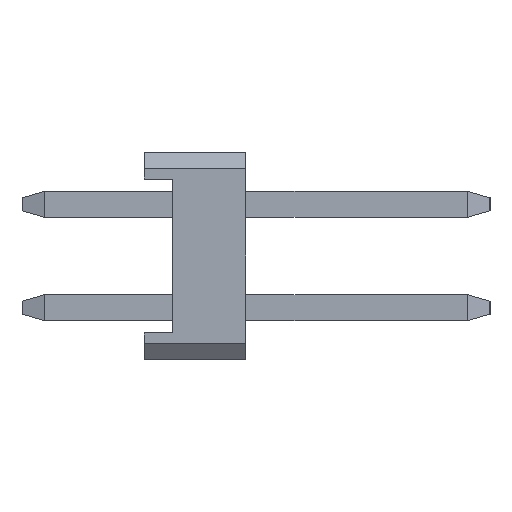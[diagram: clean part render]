
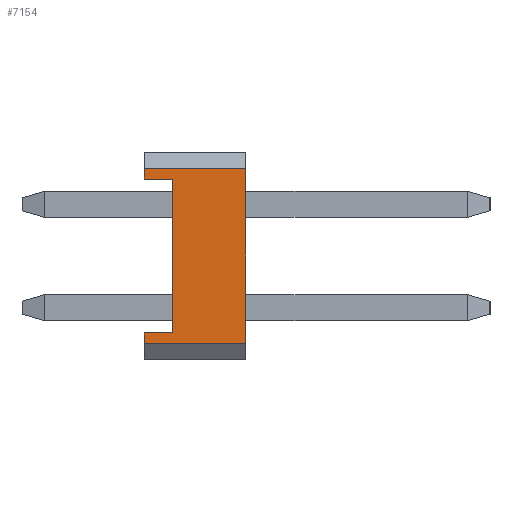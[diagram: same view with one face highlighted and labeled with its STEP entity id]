
A CAD part, left-side view. The second image highlights one B-rep face of the part: STEP entity #7154.
In plain terms, the highlighted planar face has unit normal (-1, 0, 0).
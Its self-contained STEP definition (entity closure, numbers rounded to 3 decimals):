
#5738=EDGE_CURVE('',#11768,#9608,#17036,.T.);
#6622=VERTEX_POINT('',#17999);
#7154=ADVANCED_FACE('',(#18585),#18586,.T.);
#8810=VERTEX_POINT('',#20473);
#9608=VERTEX_POINT('',#21365);
#9666=EDGE_CURVE('',#12140,#6622,#21427,.T.);
#9954=EDGE_CURVE('',#6622,#14748,#21742,.T.);
#10038=VERTEX_POINT('',#21834);
#10912=EDGE_CURVE('',#14748,#12210,#22798,.T.);
#11130=EDGE_CURVE('',#10038,#12140,#23036,.T.);
#11266=EDGE_CURVE('',#10038,#9608,#23182,.T.);
#11768=VERTEX_POINT('',#23727);
#12140=VERTEX_POINT('',#24144);
#12164=EDGE_CURVE('',#8810,#11768,#24169,.T.);
#12210=VERTEX_POINT('',#24222);
#14748=VERTEX_POINT('',#27023);
#15976=EDGE_CURVE('',#12210,#8810,#28431,.T.);
#17036=LINE('',#29620,#29621);
#17999=CARTESIAN_POINT('',(-31.75,-0.7,1.89));
#18585=FACE_OUTER_BOUND('',#31880,.T.);
#18586=PLANE('',#31881);
#20473=CARTESIAN_POINT('',(-31.75,0.,-2.147));
#21365=CARTESIAN_POINT('',(-31.75,-2.5,2.147));
#21427=LINE('',#35915,#35916);
#21742=LINE('',#36380,#36381);
#21834=CARTESIAN_POINT('',(-31.75,0.,2.147));
#22798=LINE('',#37922,#37923);
#23036=LINE('',#38268,#38269);
#23182=LINE('',#38482,#38483);
#23727=CARTESIAN_POINT('',(-31.75,-2.5,-2.147));
#24144=CARTESIAN_POINT('',(-31.75,0.,1.89));
#24169=LINE('',#39945,#39946);
#24222=CARTESIAN_POINT('',(-31.75,0.,-1.89));
#27023=CARTESIAN_POINT('',(-31.75,-0.7,-1.89));
#28431=LINE('',#46021,#46022);
#29620=CARTESIAN_POINT('',(-31.75,-2.5,2.147));
#29621=VECTOR('',#47627,1.0);
#31880=EDGE_LOOP('',(#49079,#49080,#49081,#49082,#49083,#49084,#49085,#49086));
#31881=AXIS2_PLACEMENT_3D('',#49087,#49088,#49089);
#35915=CARTESIAN_POINT('',(-31.75,0.075,1.89));
#35916=VECTOR('',#52391,1.0);
#36380=CARTESIAN_POINT('',(-31.75,-0.7,-1.073));
#36381=VECTOR('',#52688,1.0);
#37922=CARTESIAN_POINT('',(-31.75,0.075,-1.89));
#37923=VECTOR('',#53727,1.0);
#38268=CARTESIAN_POINT('',(-31.75,0.,2.147));
#38269=VECTOR('',#54021,1.0);
#38482=CARTESIAN_POINT('',(-31.75,0.,2.147));
#38483=VECTOR('',#54137,1.0);
#39945=CARTESIAN_POINT('',(-31.75,0.,-2.147));
#39946=VECTOR('',#55104,1.0);
#46021=CARTESIAN_POINT('',(-31.75,0.,2.147));
#46022=VECTOR('',#59478,1.0);
#47627=DIRECTION('',(0.0,0.,1.0));
#49079=ORIENTED_EDGE('',*,*,#10912,.T.);
#49080=ORIENTED_EDGE('',*,*,#15976,.T.);
#49081=ORIENTED_EDGE('',*,*,#12164,.T.);
#49082=ORIENTED_EDGE('',*,*,#5738,.T.);
#49083=ORIENTED_EDGE('',*,*,#11266,.F.);
#49084=ORIENTED_EDGE('',*,*,#11130,.T.);
#49085=ORIENTED_EDGE('',*,*,#9666,.T.);
#49086=ORIENTED_EDGE('',*,*,#9954,.T.);
#49087=CARTESIAN_POINT('',(-31.75,0.,-2.147));
#49088=DIRECTION('',(-1.0,0.0,0.0));
#49089=DIRECTION('',(0.0,-1.0,0.));
#52391=DIRECTION('',(0.0,-1.0,0.));
#52688=DIRECTION('',(0.0,0.,-1.0));
#53727=DIRECTION('',(0.0,1.0,0.));
#54021=DIRECTION('',(0.0,0.,-1.0));
#54137=DIRECTION('',(0.0,-1.0,0.));
#55104=DIRECTION('',(0.0,-1.0,0.));
#59478=DIRECTION('',(0.0,0.,-1.0));
